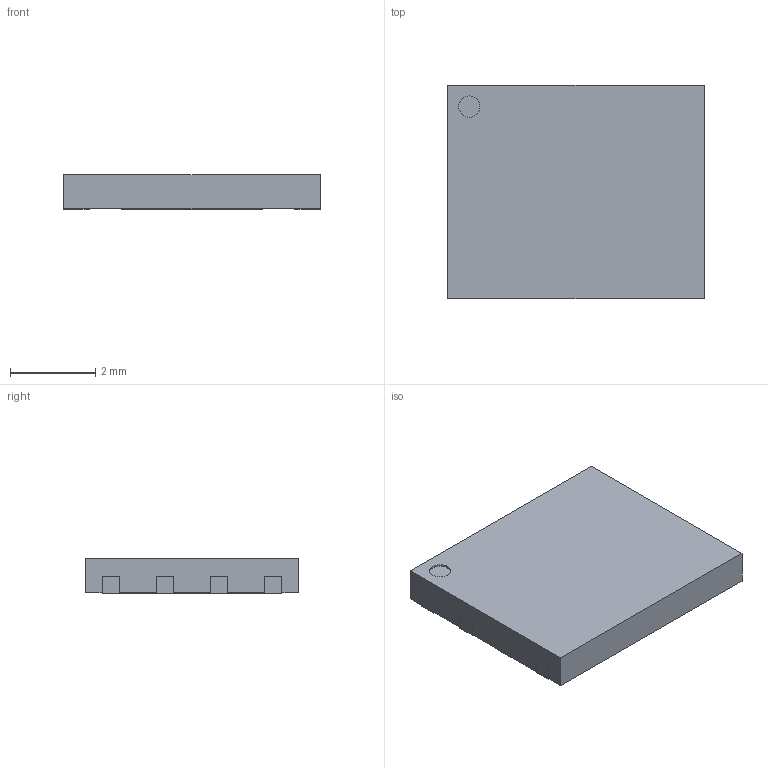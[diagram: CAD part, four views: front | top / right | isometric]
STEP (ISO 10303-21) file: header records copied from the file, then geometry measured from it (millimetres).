
FILE_DESCRIPTION(/* description */ (''),/* implementation_level */ '2;1');
FILE_NAME(/* name */ 'esim_qfn8-5x6 v0.step',/* time_stamp */ '2023-02-02T10:48:37+03:00',/* author */ (''),/* organization */ (''),/* preprocessor_version */ 'ST-DEVELOPER v19.2',/* originating_system */ 'Autodesk Translation Framework v11.17.0.187',/* authorisation */ '');
FILE_SCHEMA (('AUTOMOTIVE_DESIGN { 1 0 10303 214 3 1 1 }'));
Length unit declared in the file: millimetre
Products named in the file (1): esim_qfn8-5x6
Bounding box: 6.02 x 5 x 0.81 mm (x, y, z)
Volume: 24.1 mm3; surface area: 78.1 mm2
Topology: 1 solids, 1 shells, 62 faces, 174 edges, 116 vertices
Faces by surface type: plane 61, cylinder 1
Full cylindrical faces by diameter (mm): 0.5 x1
Entity records: 2000 total; most frequent: CARTESIAN_POINT 353, ORIENTED_EDGE 348, DIRECTION 302, EDGE_CURVE 174, LINE 172, VECTOR 172, VERTEX_POINT 116, AXIS2_PLACEMENT_3D 65
